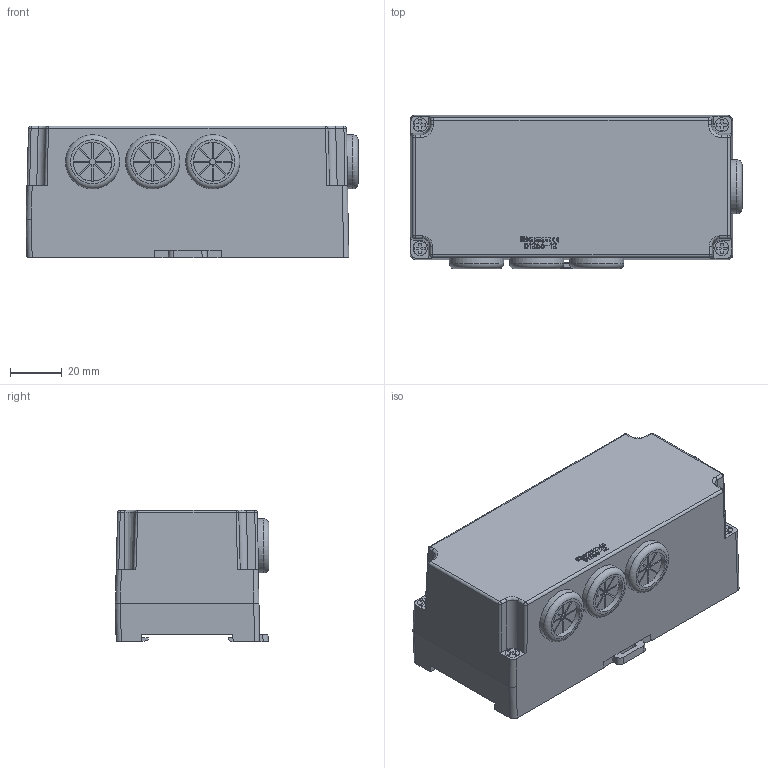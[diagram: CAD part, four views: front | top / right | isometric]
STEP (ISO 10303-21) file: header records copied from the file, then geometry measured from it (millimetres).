
FILE_DESCRIPTION(/* description */ (''),/* implementation_level */ '2;1');
FILE_NAME(/* name */ 'D1266-12 3D.stp',/* time_stamp */ '2024-08-15T13:58:19+08:00',/* author */ (''),/* organization */ (''),/* preprocessor_version */ 'ST-DEVELOPER v14',/* originating_system */ 'SIEMENS PLM Software NX 8.0',/* authorisation */ '');
FILE_SCHEMA (('AUTOMOTIVE_DESIGN { 1 0 10303 214 3 1 1 1 }'));
Length unit declared in the file: millimetre
Products named in the file (1): D1266-12 3D_stp
Bounding box: 128.64 x 59.55 x 51 mm (x, y, z)
Volume: 108142.9 mm3; surface area: 64814.1 mm2
Topology: 1 solids, 1 shells, 677 faces, 1820 edges, 1183 vertices
Faces by surface type: plane 460, cylinder 149, cone 20, extrusion 16, bspline 14, torus 10, sphere 8
Full cylindrical faces by diameter (mm): 3.5 x2, 4.5 x4, 5.5 x4, 5.52 x4, 15 x4, 21 x8
Entity records: 30678 total; most frequent: CARTESIAN_POINT 12815, ORIENTED_EDGE 3498, DIRECTION 3371, EDGE_CURVE 1749, VECTOR 1269, LINE 1253, VERTEX_POINT 1164, AXIS2_PLACEMENT_3D 1051
